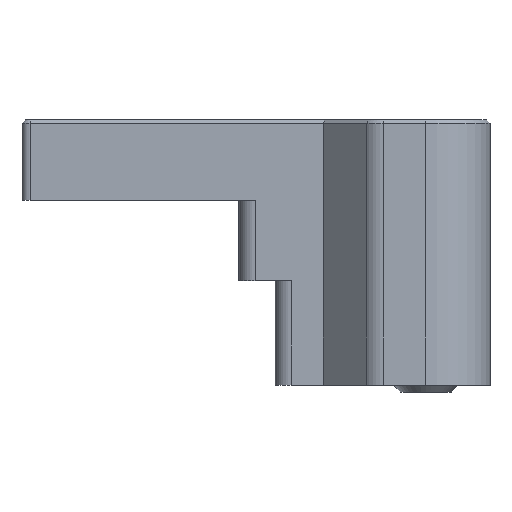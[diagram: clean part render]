
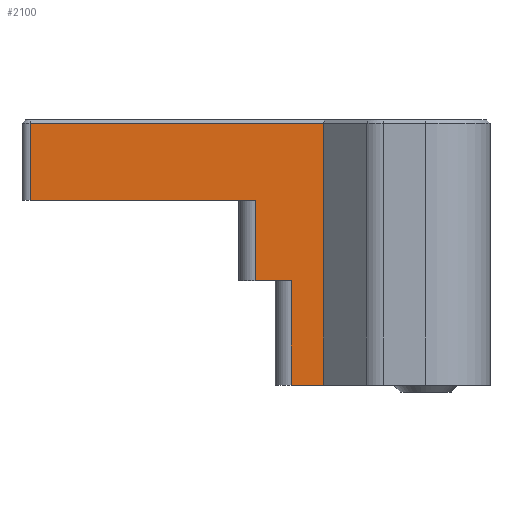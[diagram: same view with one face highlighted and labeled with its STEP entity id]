
A CAD part, front view. The second image highlights one B-rep face of the part: STEP entity #2100.
In plain terms, the highlighted planar face has unit normal (0, -1, 0).
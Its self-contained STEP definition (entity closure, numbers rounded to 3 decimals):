
#1100 = VERTEX_POINT('',#1101);
#1101 = CARTESIAN_POINT('',(9.,-26.,49.6));
#1148 = EDGE_CURVE('',#1100,#1149,#1151,.T.);
#1149 = VERTEX_POINT('',#1150);
#1150 = CARTESIAN_POINT('',(-27.5,-26.,49.6));
#1151 = LINE('',#1152,#1153);
#1152 = CARTESIAN_POINT('',(9.,-26.,49.6));
#1153 = VECTOR('',#1154,1.);
#1154 = DIRECTION('',(-1.,0.,0.));
#2057 = VERTEX_POINT('',#2058);
#2058 = CARTESIAN_POINT('',(9.,-26.,17.));
#2064 = EDGE_CURVE('',#1100,#2057,#2065,.T.);
#2065 = LINE('',#2066,#2067);
#2066 = CARTESIAN_POINT('',(9.,-26.,50.));
#2067 = VECTOR('',#2068,1.);
#2068 = DIRECTION('',(-0.,-0.,-1.));
#2100 = ADVANCED_FACE('',(#2101),#2151,.T.);
#2101 = FACE_BOUND('',#2102,.T.);
#2102 = EDGE_LOOP('',(#2103,#2111,#2119,#2127,#2135,#2143,#2149,#2150));
#2103 = ORIENTED_EDGE('',*,*,#2104,.F.);
#2104 = EDGE_CURVE('',#2105,#1149,#2107,.T.);
#2105 = VERTEX_POINT('',#2106);
#2106 = CARTESIAN_POINT('',(-27.5,-26.,40.));
#2107 = LINE('',#2108,#2109);
#2108 = CARTESIAN_POINT('',(-27.5,-26.,30.));
#2109 = VECTOR('',#2110,1.);
#2110 = DIRECTION('',(0.,0.,1.));
#2111 = ORIENTED_EDGE('',*,*,#2112,.F.);
#2112 = EDGE_CURVE('',#2113,#2105,#2115,.T.);
#2113 = VERTEX_POINT('',#2114);
#2114 = CARTESIAN_POINT('',(0.5,-26.,40.));
#2115 = LINE('',#2116,#2117);
#2116 = CARTESIAN_POINT('',(-1.5,-26.,40.));
#2117 = VECTOR('',#2118,1.);
#2118 = DIRECTION('',(-1.,0.,0.));
#2119 = ORIENTED_EDGE('',*,*,#2120,.F.);
#2120 = EDGE_CURVE('',#2121,#2113,#2123,.T.);
#2121 = VERTEX_POINT('',#2122);
#2122 = CARTESIAN_POINT('',(0.5,-26.,30.));
#2123 = LINE('',#2124,#2125);
#2124 = CARTESIAN_POINT('',(0.5,-26.,30.));
#2125 = VECTOR('',#2126,1.);
#2126 = DIRECTION('',(0.,0.,1.));
#2127 = ORIENTED_EDGE('',*,*,#2128,.F.);
#2128 = EDGE_CURVE('',#2129,#2121,#2131,.T.);
#2129 = VERTEX_POINT('',#2130);
#2130 = CARTESIAN_POINT('',(5.,-26.,30.));
#2131 = LINE('',#2132,#2133);
#2132 = CARTESIAN_POINT('',(0.,-26.,30.));
#2133 = VECTOR('',#2134,1.);
#2134 = DIRECTION('',(-1.,0.,0.));
#2135 = ORIENTED_EDGE('',*,*,#2136,.T.);
#2136 = EDGE_CURVE('',#2129,#2137,#2139,.T.);
#2137 = VERTEX_POINT('',#2138);
#2138 = CARTESIAN_POINT('',(5.,-26.,17.));
#2139 = LINE('',#2140,#2141);
#2140 = CARTESIAN_POINT('',(5.,-26.,30.));
#2141 = VECTOR('',#2142,1.);
#2142 = DIRECTION('',(0.,0.,-1.));
#2143 = ORIENTED_EDGE('',*,*,#2144,.T.);
#2144 = EDGE_CURVE('',#2137,#2057,#2145,.T.);
#2145 = LINE('',#2146,#2147);
#2146 = CARTESIAN_POINT('',(11.935,-26.,17.));
#2147 = VECTOR('',#2148,1.);
#2148 = DIRECTION('',(1.,0.,0.));
#2149 = ORIENTED_EDGE('',*,*,#2064,.F.);
#2150 = ORIENTED_EDGE('',*,*,#1148,.T.);
#2151 = PLANE('',#2152);
#2152 = AXIS2_PLACEMENT_3D('',#2153,#2154,#2155);
#2153 = CARTESIAN_POINT('',(-4.527,-26.,38.223));
#2154 = DIRECTION('',(-0.,-1.,-0.));
#2155 = DIRECTION('',(0.,0.,-1.));
